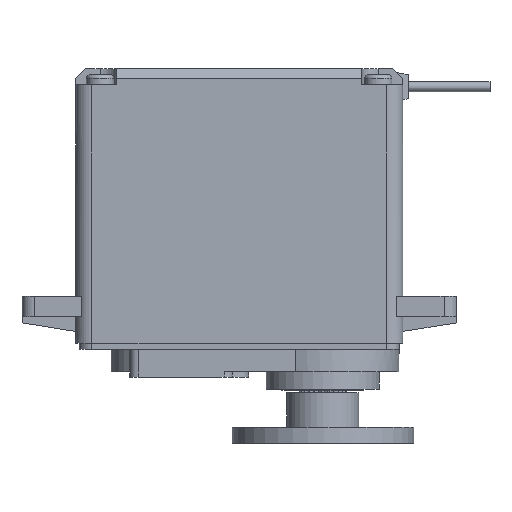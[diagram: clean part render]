
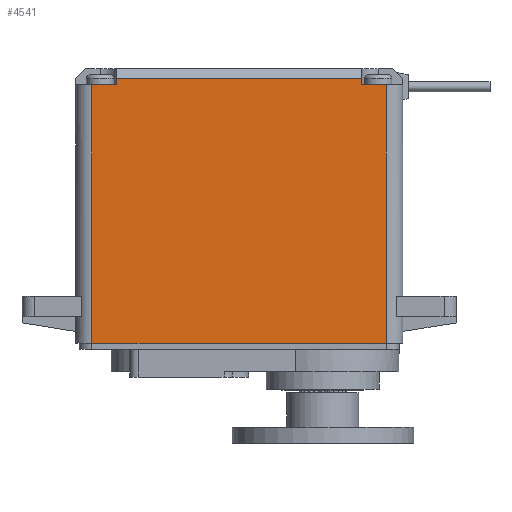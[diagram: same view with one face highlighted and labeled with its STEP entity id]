
A CAD part, front view. The second image highlights one B-rep face of the part: STEP entity #4541.
In plain terms, the highlighted planar face has unit normal (0, -1, 0).
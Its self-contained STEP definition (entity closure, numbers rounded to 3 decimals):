
#67=PLANE('',#4864);
#265=LINE('',#6478,#788);
#359=LINE('',#6720,#882);
#360=LINE('',#6721,#883);
#361=LINE('',#6723,#884);
#362=LINE('',#6725,#885);
#363=LINE('',#6727,#886);
#364=LINE('',#6729,#887);
#365=LINE('',#6730,#888);
#788=VECTOR('',#5268,1000.);
#882=VECTOR('',#5466,1000.);
#883=VECTOR('',#5467,1000.);
#884=VECTOR('',#5468,1000.);
#885=VECTOR('',#5469,1000.);
#886=VECTOR('',#5470,1000.);
#887=VECTOR('',#5471,1000.);
#888=VECTOR('',#5472,1000.);
#1366=FACE_OUTER_BOUND('',#1603,.T.);
#1603=EDGE_LOOP('',(#3282,#3283,#3284,#3285,#3286,#3287,#3288,#3289));
#1988=VERTEX_POINT('',#6471);
#1990=VERTEX_POINT('',#6476);
#2085=VERTEX_POINT('',#6718);
#2086=VERTEX_POINT('',#6719);
#2087=VERTEX_POINT('',#6722);
#2088=VERTEX_POINT('',#6724);
#2089=VERTEX_POINT('',#6726);
#2090=VERTEX_POINT('',#6728);
#2434=EDGE_CURVE('',#1988,#1990,#265,.T.);
#2554=EDGE_CURVE('',#2085,#2086,#359,.T.);
#2555=EDGE_CURVE('',#2086,#1988,#360,.T.);
#2556=EDGE_CURVE('',#1990,#2087,#361,.T.);
#2557=EDGE_CURVE('',#2087,#2088,#362,.T.);
#2558=EDGE_CURVE('',#2088,#2089,#363,.T.);
#2559=EDGE_CURVE('',#2089,#2090,#364,.T.);
#2560=EDGE_CURVE('',#2090,#2085,#365,.T.);
#3282=ORIENTED_EDGE('',*,*,#2554,.T.);
#3283=ORIENTED_EDGE('',*,*,#2555,.T.);
#3284=ORIENTED_EDGE('',*,*,#2434,.T.);
#3285=ORIENTED_EDGE('',*,*,#2556,.T.);
#3286=ORIENTED_EDGE('',*,*,#2557,.T.);
#3287=ORIENTED_EDGE('',*,*,#2558,.T.);
#3288=ORIENTED_EDGE('',*,*,#2559,.T.);
#3289=ORIENTED_EDGE('',*,*,#2560,.T.);
#4541=ADVANCED_FACE('',(#1366),#67,.T.);
#4864=AXIS2_PLACEMENT_3D('',#6717,#5464,#5465);
#5268=DIRECTION('',(1.,0.,0.));
#5464=DIRECTION('center_axis',(0.,-1.,0.));
#5465=DIRECTION('ref_axis',(0.,0.,-1.));
#5466=DIRECTION('',(-1.,0.,0.));
#5467=DIRECTION('',(0.,0.,-1.));
#5468=DIRECTION('',(0.,0.,1.));
#5469=DIRECTION('',(-1.,0.,0.));
#5470=DIRECTION('',(0.,0.,1.));
#5471=DIRECTION('',(-1.,0.,0.));
#5472=DIRECTION('',(0.,0.,-1.));
#6471=CARTESIAN_POINT('',(-18.,-9.91,0.75));
#6476=CARTESIAN_POINT('',(18.,-9.91,0.75));
#6478=CARTESIAN_POINT('',(0.,-9.91,0.75));
#6717=CARTESIAN_POINT('Origin',(20.,-9.91,0.));
#6718=CARTESIAN_POINT('',(-15.,-9.91,32.35));
#6719=CARTESIAN_POINT('',(-18.,-9.91,32.35));
#6720=CARTESIAN_POINT('',(20.,-9.91,32.35));
#6721=CARTESIAN_POINT('',(-18.,-9.91,0.));
#6722=CARTESIAN_POINT('',(18.,-9.91,32.35));
#6723=CARTESIAN_POINT('',(18.,-9.91,0.));
#6724=CARTESIAN_POINT('',(15.,-9.91,32.35));
#6725=CARTESIAN_POINT('',(20.,-9.91,32.35));
#6726=CARTESIAN_POINT('',(15.,-9.91,33.1));
#6727=CARTESIAN_POINT('',(15.,-9.91,0.));
#6728=CARTESIAN_POINT('',(-15.,-9.91,33.1));
#6729=CARTESIAN_POINT('',(20.,-9.91,33.1));
#6730=CARTESIAN_POINT('',(-15.,-9.91,0.));
